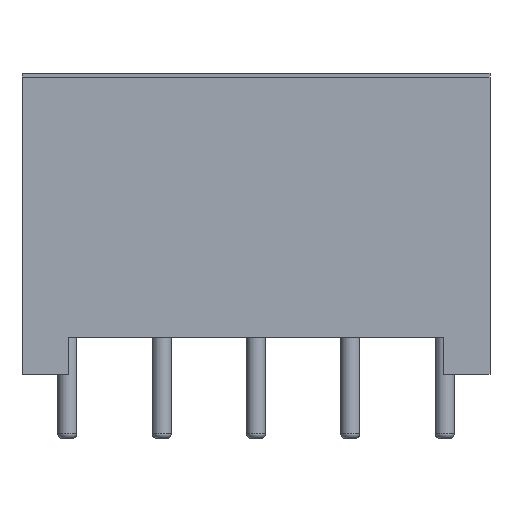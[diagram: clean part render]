
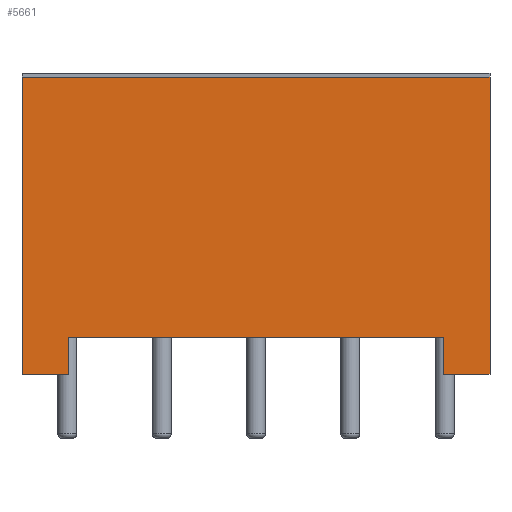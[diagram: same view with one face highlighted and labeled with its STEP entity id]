
A CAD part, front view. The second image highlights one B-rep face of the part: STEP entity #5661.
In plain terms, the highlighted planar face has unit normal (0, -1, 0).
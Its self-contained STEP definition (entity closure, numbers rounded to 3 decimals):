
#45 = EDGE_LOOP ( 'NONE', ( #5093, #3948, #4178, #788, #3069, #290, #503, #5795 ) ) ;
#47 = VERTEX_POINT ( 'NONE', #5119 ) ;
#58 = PLANE ( 'NONE',  #2404 ) ;
#111 = EDGE_CURVE ( 'NONE', #5829, #2268, #434, .T. ) ;
#168 = DIRECTION ( 'NONE',  ( 0., 0., 1. ) ) ;
#193 = VECTOR ( 'NONE', #2668, 1000. ) ;
#285 = CARTESIAN_POINT ( 'NONE',  ( -5.05, -9.5, 0. ) ) ;
#290 = ORIENTED_EDGE ( 'NONE', *, *, #4166, .F. ) ;
#434 = LINE ( 'NONE', #2296, #2230 ) ;
#503 = ORIENTED_EDGE ( 'NONE', *, *, #632, .F. ) ;
#632 = EDGE_CURVE ( 'NONE', #2385, #4717, #3619, .T. ) ;
#682 = CARTESIAN_POINT ( 'NONE',  ( 6.3, -9.5, 7. ) ) ;
#788 = ORIENTED_EDGE ( 'NONE', *, *, #3755, .T. ) ;
#865 = EDGE_CURVE ( 'NONE', #4812, #2385, #5267, .T. ) ;
#1013 = DIRECTION ( 'NONE',  ( -1., 0., 0. ) ) ;
#1181 = CARTESIAN_POINT ( 'NONE',  ( -6.3, -9.5, 7. ) ) ;
#1326 = DIRECTION ( 'NONE',  ( -1., 0., 0. ) ) ;
#1401 = VECTOR ( 'NONE', #2255, 1000. ) ;
#1463 = CARTESIAN_POINT ( 'NONE',  ( 6.3, -9.5, -1. ) ) ;
#1534 = VECTOR ( 'NONE', #4289, 1000. ) ;
#1610 = CARTESIAN_POINT ( 'NONE',  ( 5.05, -9.5, -1. ) ) ;
#1640 = DIRECTION ( 'NONE',  ( 0., 0., 1. ) ) ;
#1926 = VECTOR ( 'NONE', #4483, 1000. ) ;
#1945 = VERTEX_POINT ( 'NONE', #2275 ) ;
#2003 = VERTEX_POINT ( 'NONE', #5498 ) ;
#2198 = LINE ( 'NONE', #3674, #3102 ) ;
#2230 = VECTOR ( 'NONE', #2350, 1000. ) ;
#2255 = DIRECTION ( 'NONE',  ( 1., 0., 0. ) ) ;
#2268 = VERTEX_POINT ( 'NONE', #285 ) ;
#2275 = CARTESIAN_POINT ( 'NONE',  ( 5.05, -9.5, 0. ) ) ;
#2296 = CARTESIAN_POINT ( 'NONE',  ( -5.05, -9.5, -1. ) ) ;
#2350 = DIRECTION ( 'NONE',  ( 0., 0., 1. ) ) ;
#2385 = VERTEX_POINT ( 'NONE', #5301 ) ;
#2404 = AXIS2_PLACEMENT_3D ( 'NONE', #4398, #3902, #168 ) ;
#2546 = LINE ( 'NONE', #1610, #4999 ) ;
#2668 = DIRECTION ( 'NONE',  ( 0., 0., -1. ) ) ;
#2735 = CARTESIAN_POINT ( 'NONE',  ( -6.3, -9.5, 7. ) ) ;
#2954 = FACE_OUTER_BOUND ( 'NONE', #45, .T. ) ;
#3069 = ORIENTED_EDGE ( 'NONE', *, *, #3125, .F. ) ;
#3102 = VECTOR ( 'NONE', #1326, 1000. ) ;
#3125 = EDGE_CURVE ( 'NONE', #47, #1945, #2546, .T. ) ;
#3258 = LINE ( 'NONE', #3290, #1401 ) ;
#3290 = CARTESIAN_POINT ( 'NONE',  ( -6.3, -9.5, 0. ) ) ;
#3619 = LINE ( 'NONE', #682, #1926 ) ;
#3674 = CARTESIAN_POINT ( 'NONE',  ( -6.3, -9.5, -1. ) ) ;
#3755 = EDGE_CURVE ( 'NONE', #2268, #1945, #3258, .T. ) ;
#3902 = DIRECTION ( 'NONE',  ( 0., 1., 0. ) ) ;
#3948 = ORIENTED_EDGE ( 'NONE', *, *, #5173, .F. ) ;
#4166 = EDGE_CURVE ( 'NONE', #4717, #47, #6135, .T. ) ;
#4178 = ORIENTED_EDGE ( 'NONE', *, *, #111, .T. ) ;
#4289 = DIRECTION ( 'NONE',  ( 1., 0., 0. ) ) ;
#4398 = CARTESIAN_POINT ( 'NONE',  ( -6.3, -9.5, 7. ) ) ;
#4483 = DIRECTION ( 'NONE',  ( 0., 0., -1. ) ) ;
#4494 = LINE ( 'NONE', #1181, #193 ) ;
#4717 = VERTEX_POINT ( 'NONE', #1463 ) ;
#4812 = VERTEX_POINT ( 'NONE', #2735 ) ;
#4999 = VECTOR ( 'NONE', #1640, 1000. ) ;
#5093 = ORIENTED_EDGE ( 'NONE', *, *, #5733, .T. ) ;
#5119 = CARTESIAN_POINT ( 'NONE',  ( 5.05, -9.5, -1. ) ) ;
#5173 = EDGE_CURVE ( 'NONE', #5829, #2003, #2198, .T. ) ;
#5267 = LINE ( 'NONE', #5812, #1534 ) ;
#5272 = CARTESIAN_POINT ( 'NONE',  ( 6.3, -9.5, -1. ) ) ;
#5301 = CARTESIAN_POINT ( 'NONE',  ( 6.3, -9.5, 7. ) ) ;
#5498 = CARTESIAN_POINT ( 'NONE',  ( -6.3, -9.5, -1. ) ) ;
#5626 = VECTOR ( 'NONE', #1013, 1000. ) ;
#5661 = ADVANCED_FACE ( 'NONE', ( #2954 ), #58, .F. ) ;
#5733 = EDGE_CURVE ( 'NONE', #4812, #2003, #4494, .T. ) ;
#5795 = ORIENTED_EDGE ( 'NONE', *, *, #865, .F. ) ;
#5812 = CARTESIAN_POINT ( 'NONE',  ( -6.3, -9.5, 7. ) ) ;
#5829 = VERTEX_POINT ( 'NONE', #6112 ) ;
#6112 = CARTESIAN_POINT ( 'NONE',  ( -5.05, -9.5, -1. ) ) ;
#6135 = LINE ( 'NONE', #5272, #5626 ) ;
